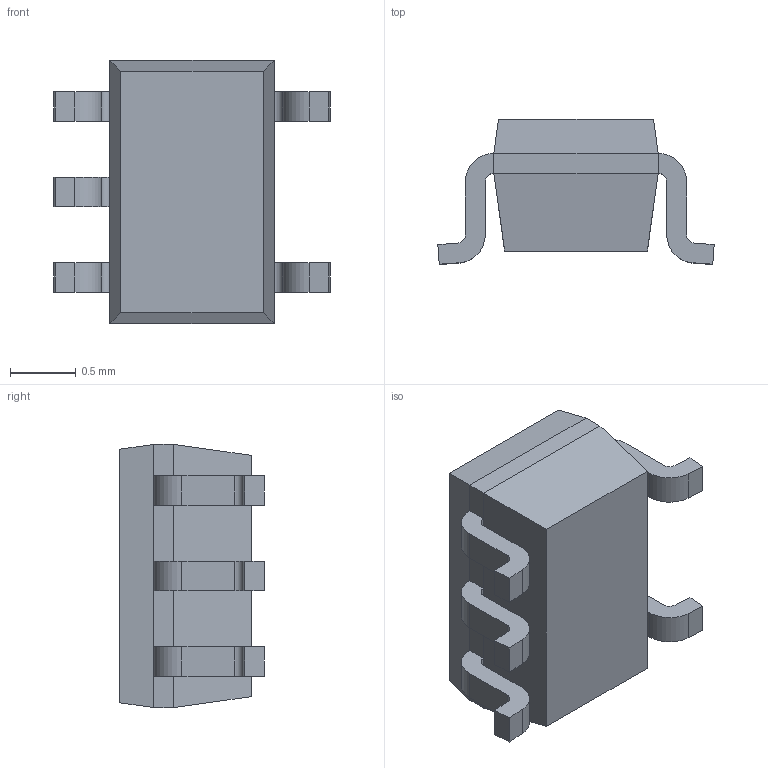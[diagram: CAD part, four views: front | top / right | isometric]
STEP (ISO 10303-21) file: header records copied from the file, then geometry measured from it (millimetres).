
FILE_DESCRIPTION (( 'STEP AP214' ), '1' );
FILE_NAME ('DCK5 (4093559-3-g-01-2007).STEP', '2020-09-23T21:29:04', ( '' ), ( '' ), 'SwSTEP 2.0', 'SolidWorks 2017', '' );
FILE_SCHEMA (( 'AUTOMOTIVE_DESIGN' ));
Length unit declared in the file: millimetre
Products named in the file (1): DCK5 (4093559-3-g-01-2007)
Bounding box: 2.1 x 1.1 x 2 mm (x, y, z)
Volume: 2.5 mm3; surface area: 14.9 mm2
Topology: 7 solids, 7 shells, 81 faces, 190 edges, 124 vertices
Faces by surface type: plane 57, cylinder 24
Entity records: 2396 total; most frequent: DIRECTION 402, CARTESIAN_POINT 396, ORIENTED_EDGE 380, EDGE_CURVE 190, VECTOR 142, LINE 142, AXIS2_PLACEMENT_3D 130, VERTEX_POINT 124
